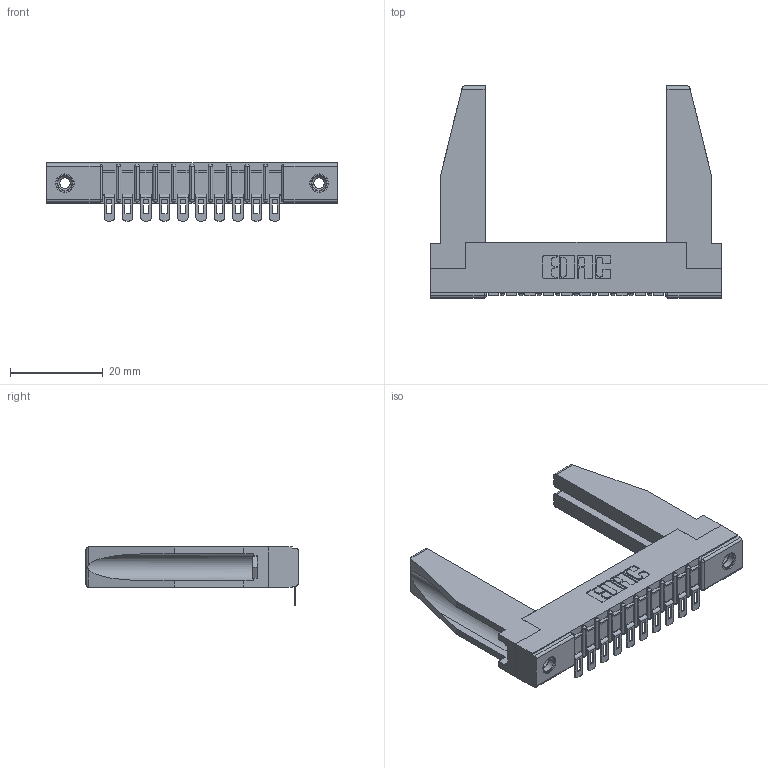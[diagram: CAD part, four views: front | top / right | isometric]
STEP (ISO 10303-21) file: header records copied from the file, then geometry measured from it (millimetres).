
FILE_DESCRIPTION (( 'STEP AP203' ), '1' );
FILE_NAME ('357-010-554-178.STEP', '2019-09-16T18:39:38', ( '' ), ( '' ), 'SwSTEP 2.0', 'SolidWorks 2016', '' );
FILE_SCHEMA (( 'CONFIG_CONTROL_DESIGN' ));
Length unit declared in the file: inch
Products named in the file (5): 307 Part_.156 Dia Mounting Holes; 307-220-078; 307-290-002_554; 345-250-001_345-250-001-102; 357-010-554-178
Assembly tree (15 placements, depth 2):
  357-010-554-178
    307 Part_.156 Dia Mounting Holes
    307-290-002_554  x10
    307-220-078  x2
    345-250-001_345-250-001-102  x2
Bounding box: 62.64 x 45.72 x 12.52 mm (x, y, z)
Volume: 8125.8 mm3; surface area: 10710.9 mm2
Topology: 15 solids, 15 shells, 1069 faces, 3183 edges, 2082 vertices
Faces by surface type: plane 614, cylinder 417, sphere 22, cone 12, torus 4
Entity records: 15922 total; most frequent: CARTESIAN_POINT 2680, ORIENTED_EDGE 2626, DIRECTION 2581, EDGE_CURVE 1313, LINE 987, VECTOR 987, VERTEX_POINT 854, AXIS2_PLACEMENT_3D 797
